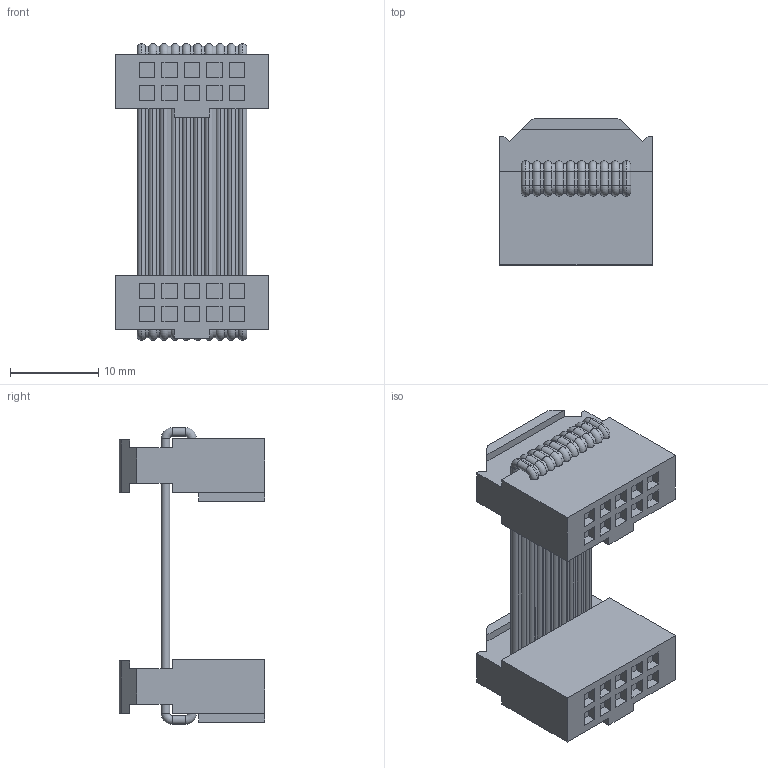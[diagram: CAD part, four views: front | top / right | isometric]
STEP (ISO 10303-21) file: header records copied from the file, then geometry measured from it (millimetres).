
FILE_DESCRIPTION (( 'STEP AP214' ), '1' );
FILE_NAME ('Verbindungskabel.STEP', '2011-01-31T08:13:25', ( 'Uwe Förster' ), ( 'Siemens and Partners' ), 'SwSTEP 2.0', 'SolidWorks 2010', '' );
FILE_SCHEMA (( 'AUTOMOTIVE_DESIGN' ));
Length unit declared in the file: millimetre
Products named in the file (1): Verbindungskabel
Bounding box: 17.3 x 16.5 x 33.6 mm (x, y, z)
Volume: 3283.8 mm3; surface area: 3042.9 mm2
Topology: 1 solids, 1 shells, 587 faces, 1398 edges, 836 vertices
Faces by surface type: plane 241, cylinder 226, torus 120
Entity records: 16806 total; most frequent: DIRECTION 3134, CARTESIAN_POINT 2822, ORIENTED_EDGE 2796, EDGE_CURVE 1398, AXIS2_PLACEMENT_3D 1148, VECTOR 838, LINE 838, VERTEX_POINT 836
